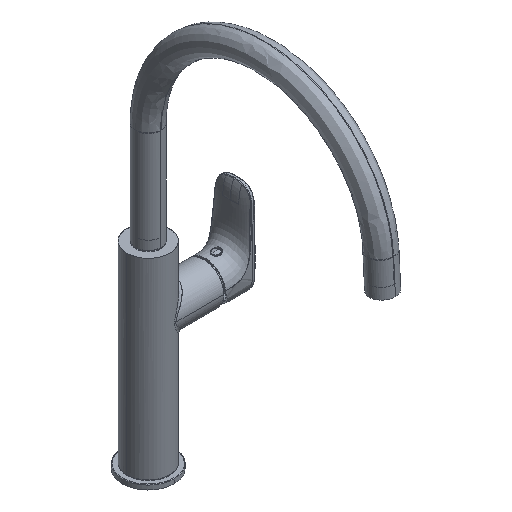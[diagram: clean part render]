
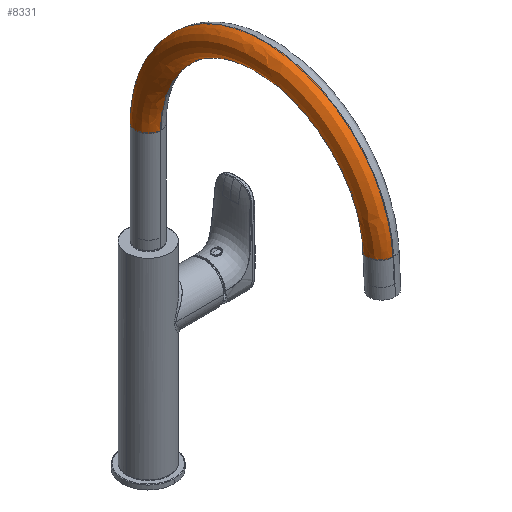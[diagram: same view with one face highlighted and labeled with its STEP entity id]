
A CAD part, isometric view. The second image highlights one B-rep face of the part: STEP entity #8331.
In plain terms, the highlighted free-form (B-spline) face has degree [2, 2] with [9, 9] control points.
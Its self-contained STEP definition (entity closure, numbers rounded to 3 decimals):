
#8331=ADVANCED_FACE('',(#10821),#38364,.T.);
#10821=FACE_OUTER_BOUND('',#13542,.T.);
#13542=EDGE_LOOP('',(#20572,#20573,#20574,#20575));
#20572=ORIENTED_EDGE('',*,*,#29707,.F.);
#20573=ORIENTED_EDGE('',*,*,#29709,.T.);
#20574=ORIENTED_EDGE('',*,*,#29708,.T.);
#20575=ORIENTED_EDGE('',*,*,#29710,.F.);
#29707=EDGE_CURVE('',#36307,#36308,#33376,.T.);
#29708=EDGE_CURVE('',#36309,#36310,#33377,.T.);
#29709=EDGE_CURVE('',#36307,#36309,#33378,.T.);
#29710=EDGE_CURVE('',#36308,#36310,#33379,.T.);
#33376=(
BOUNDED_CURVE()
B_SPLINE_CURVE(2,(#61594,#61595,#61596,#61597,#61598),.UNSPECIFIED.,.F.,
 .F.)
B_SPLINE_CURVE_WITH_KNOTS((3,2,3),(-37.699,-18.85,
0.),.UNSPECIFIED.)
CURVE()
GEOMETRIC_REPRESENTATION_ITEM()
RATIONAL_B_SPLINE_CURVE((1.,0.707,1.,0.707,1.))
REPRESENTATION_ITEM('')
);
#33377=(
BOUNDED_CURVE()
B_SPLINE_CURVE(2,(#61599,#61600,#61601,#61602,#61603),.UNSPECIFIED.,.F.,
 .F.)
B_SPLINE_CURVE_WITH_KNOTS((3,2,3),(-37.699,-18.85,
0.),.UNSPECIFIED.)
CURVE()
GEOMETRIC_REPRESENTATION_ITEM()
RATIONAL_B_SPLINE_CURVE((1.,0.707,1.,0.707,1.))
REPRESENTATION_ITEM('')
);
#33378=(
BOUNDED_CURVE()
B_SPLINE_CURVE(2,(#61604,#61605,#61606,#61607,#61608),.UNSPECIFIED.,.F.,
 .F.)
B_SPLINE_CURVE_WITH_KNOTS((3,2,3),(-300.429,-150.214,
0.),.UNSPECIFIED.)
CURVE()
GEOMETRIC_REPRESENTATION_ITEM()
RATIONAL_B_SPLINE_CURVE((1.,0.716,1.,0.716,1.))
REPRESENTATION_ITEM('')
);
#33379=(
BOUNDED_CURVE()
B_SPLINE_CURVE(2,(#61609,#61610,#61611,#61612,#61613),.UNSPECIFIED.,.F.,
 .F.)
B_SPLINE_CURVE_WITH_KNOTS((3,2,3),(343.22,511.97,680.72),
 .UNSPECIFIED.)
CURVE()
GEOMETRIC_REPRESENTATION_ITEM()
RATIONAL_B_SPLINE_CURVE((1.,0.716,1.,0.716,1.))
REPRESENTATION_ITEM('')
);
#36307=VERTEX_POINT('',#61543);
#36308=VERTEX_POINT('',#61544);
#36309=VERTEX_POINT('',#61545);
#36310=VERTEX_POINT('',#61546);
#38364=(
BOUNDED_SURFACE()
B_SPLINE_SURFACE(2,2,((#60928,#60929,#60930,#60931,#60932,#60933,#60934,
#60935,#60936),(#60937,#60938,#60939,#60940,#60941,#60942,#60943,#60944,
#60945),(#60946,#60947,#60948,#60949,#60950,#60951,#60952,#60953,#60954),
(#60955,#60956,#60957,#60958,#60959,#60960,#60961,#60962,#60963),(#60964,
#60965,#60966,#60967,#60968,#60969,#60970,#60971,#60972),(#60973,#60974,
#60975,#60976,#60977,#60978,#60979,#60980,#60981),(#60982,#60983,#60984,
#60985,#60986,#60987,#60988,#60989,#60990),(#60991,#60992,#60993,#60994,
#60995,#60996,#60997,#60998,#60999),(#61000,#61001,#61002,#61003,#61004,
#61005,#61006,#61007,#61008)),.UNSPECIFIED.,.T.,.F.,.F.)
B_SPLINE_SURFACE_WITH_KNOTS((3,2,2,2,3),(3,2,2,2,3),(0.,171.61,
343.22,514.83,686.44),(0.,18.85,
37.699,56.549,75.398),.UNSPECIFIED.)
GEOMETRIC_REPRESENTATION_ITEM()
RATIONAL_B_SPLINE_SURFACE(((1.,0.707,1.,0.707,1.,
0.707,1.,0.707,1.),(0.707,0.5,0.707,
0.5,0.707,0.5,0.707,0.5,0.707),(1.,
0.707,1.,0.707,1.,0.707,1.,0.707,
1.),(0.707,0.5,0.707,0.5,0.707,0.5,
0.707,0.5,0.707),(1.,0.707,1.,0.707,
1.,0.707,1.,0.707,1.),(0.707,0.5,0.707,
0.5,0.707,0.5,0.707,0.5,0.707),(1.,
0.707,1.,0.707,1.,0.707,1.,0.707,
1.),(0.707,0.5,0.707,0.5,0.707,0.5,
0.707,0.5,0.707),(1.,0.707,1.,0.707,
1.,0.707,1.,0.707,1.)))
REPRESENTATION_ITEM('')
SURFACE()
);
#60928=CARTESIAN_POINT('',(-230.501,95.25,0.));
#60929=CARTESIAN_POINT('',(-230.501,95.25,12.));
#60930=CARTESIAN_POINT('',(-218.501,95.25,12.));
#60931=CARTESIAN_POINT('',(-206.501,95.25,12.));
#60932=CARTESIAN_POINT('',(-206.501,95.25,0.));
#60933=CARTESIAN_POINT('',(-206.501,95.25,-12.));
#60934=CARTESIAN_POINT('',(-218.501,95.25,-12.));
#60935=CARTESIAN_POINT('',(-230.501,95.25,-12.));
#60936=CARTESIAN_POINT('',(-230.501,95.25,0.));
#60937=CARTESIAN_POINT('',(-230.501,-26.001,0.));
#60938=CARTESIAN_POINT('',(-230.501,-26.001,12.));
#60939=CARTESIAN_POINT('',(-218.501,-14.001,12.));
#60940=CARTESIAN_POINT('',(-206.501,-2.001,12.));
#60941=CARTESIAN_POINT('',(-206.501,-2.001,0.));
#60942=CARTESIAN_POINT('',(-206.501,-2.001,-12.));
#60943=CARTESIAN_POINT('',(-218.501,-14.001,-12.));
#60944=CARTESIAN_POINT('',(-230.501,-26.001,-12.));
#60945=CARTESIAN_POINT('',(-230.501,-26.001,0.));
#60946=CARTESIAN_POINT('',(-109.25,-26.001,0.));
#60947=CARTESIAN_POINT('',(-109.25,-26.001,12.));
#60948=CARTESIAN_POINT('',(-109.25,-14.001,12.));
#60949=CARTESIAN_POINT('',(-109.25,-2.001,12.));
#60950=CARTESIAN_POINT('',(-109.25,-2.001,0.));
#60951=CARTESIAN_POINT('',(-109.25,-2.001,-12.));
#60952=CARTESIAN_POINT('',(-109.25,-14.001,-12.));
#60953=CARTESIAN_POINT('',(-109.25,-26.001,-12.));
#60954=CARTESIAN_POINT('',(-109.25,-26.001,0.));
#60955=CARTESIAN_POINT('',(12.,-26.001,0.));
#60956=CARTESIAN_POINT('',(12.,-26.001,12.));
#60957=CARTESIAN_POINT('',(0.,-14.001,12.));
#60958=CARTESIAN_POINT('',(-12.,-2.001,12.));
#60959=CARTESIAN_POINT('',(-12.,-2.001,0.));
#60960=CARTESIAN_POINT('',(-12.,-2.001,-12.));
#60961=CARTESIAN_POINT('',(0.,-14.001,-12.));
#60962=CARTESIAN_POINT('',(12.,-26.001,-12.));
#60963=CARTESIAN_POINT('',(12.,-26.001,0.));
#60964=CARTESIAN_POINT('',(12.,95.25,0.));
#60965=CARTESIAN_POINT('',(12.,95.25,12.));
#60966=CARTESIAN_POINT('',(0.,95.25,12.));
#60967=CARTESIAN_POINT('',(-12.,95.25,12.));
#60968=CARTESIAN_POINT('',(-12.,95.25,0.));
#60969=CARTESIAN_POINT('',(-12.,95.25,-12.));
#60970=CARTESIAN_POINT('',(0.,95.25,-12.));
#60971=CARTESIAN_POINT('',(12.,95.25,-12.));
#60972=CARTESIAN_POINT('',(12.,95.25,0.));
#60973=CARTESIAN_POINT('',(12.,216.5,0.));
#60974=CARTESIAN_POINT('',(12.,216.5,12.));
#60975=CARTESIAN_POINT('',(0.,204.5,12.));
#60976=CARTESIAN_POINT('',(-12.,192.5,12.));
#60977=CARTESIAN_POINT('',(-12.,192.5,0.));
#60978=CARTESIAN_POINT('',(-12.,192.5,-12.));
#60979=CARTESIAN_POINT('',(0.,204.5,-12.));
#60980=CARTESIAN_POINT('',(12.,216.5,-12.));
#60981=CARTESIAN_POINT('',(12.,216.5,0.));
#60982=CARTESIAN_POINT('',(-109.25,216.5,0.));
#60983=CARTESIAN_POINT('',(-109.25,216.5,12.));
#60984=CARTESIAN_POINT('',(-109.25,204.5,12.));
#60985=CARTESIAN_POINT('',(-109.25,192.5,12.));
#60986=CARTESIAN_POINT('',(-109.25,192.5,0.));
#60987=CARTESIAN_POINT('',(-109.25,192.5,-12.));
#60988=CARTESIAN_POINT('',(-109.25,204.5,-12.));
#60989=CARTESIAN_POINT('',(-109.25,216.5,-12.));
#60990=CARTESIAN_POINT('',(-109.25,216.5,0.));
#60991=CARTESIAN_POINT('',(-230.501,216.5,0.));
#60992=CARTESIAN_POINT('',(-230.501,216.5,12.));
#60993=CARTESIAN_POINT('',(-218.501,204.5,12.));
#60994=CARTESIAN_POINT('',(-206.501,192.5,12.));
#60995=CARTESIAN_POINT('',(-206.501,192.5,0.));
#60996=CARTESIAN_POINT('',(-206.501,192.5,-12.));
#60997=CARTESIAN_POINT('',(-218.501,204.5,-12.));
#60998=CARTESIAN_POINT('',(-230.501,216.5,-12.));
#60999=CARTESIAN_POINT('',(-230.501,216.5,0.));
#61000=CARTESIAN_POINT('',(-230.501,95.25,0.));
#61001=CARTESIAN_POINT('',(-230.501,95.25,12.));
#61002=CARTESIAN_POINT('',(-218.501,95.25,12.));
#61003=CARTESIAN_POINT('',(-206.501,95.25,12.));
#61004=CARTESIAN_POINT('',(-206.501,95.25,0.));
#61005=CARTESIAN_POINT('',(-206.501,95.25,-12.));
#61006=CARTESIAN_POINT('',(-218.501,95.25,-12.));
#61007=CARTESIAN_POINT('',(-230.501,95.25,-12.));
#61008=CARTESIAN_POINT('',(-230.501,95.25,0.));
#61543=CARTESIAN_POINT('',(-12.,95.25,0.));
#61544=CARTESIAN_POINT('',(12.,95.25,0.));
#61545=CARTESIAN_POINT('',(-206.367,100.339,0.));
#61546=CARTESIAN_POINT('',(-230.334,101.595,0.));
#61594=CARTESIAN_POINT('',(-12.,95.25,0.));
#61595=CARTESIAN_POINT('',(-12.,95.25,-12.));
#61596=CARTESIAN_POINT('',(0.,95.25,-12.));
#61597=CARTESIAN_POINT('',(12.,95.25,-12.));
#61598=CARTESIAN_POINT('',(12.,95.25,0.));
#61599=CARTESIAN_POINT('',(-206.367,100.339,0.));
#61600=CARTESIAN_POINT('',(-206.367,100.339,-12.));
#61601=CARTESIAN_POINT('',(-218.351,100.967,-12.));
#61602=CARTESIAN_POINT('',(-230.334,101.595,-12.));
#61603=CARTESIAN_POINT('',(-230.334,101.595,0.));
#61604=CARTESIAN_POINT('',(-12.,95.25,0.));
#61605=CARTESIAN_POINT('',(-12.,189.987,0.));
#61606=CARTESIAN_POINT('',(-106.705,192.467,0.));
#61607=CARTESIAN_POINT('',(-201.409,194.947,0.));
#61608=CARTESIAN_POINT('',(-206.367,100.339,0.));
#61609=CARTESIAN_POINT('',(12.,95.25,0.));
#61610=CARTESIAN_POINT('',(12.,213.367,0.));
#61611=CARTESIAN_POINT('',(-106.076,216.458,0.));
#61612=CARTESIAN_POINT('',(-224.153,219.55,0.));
#61613=CARTESIAN_POINT('',(-230.334,101.595,0.));
